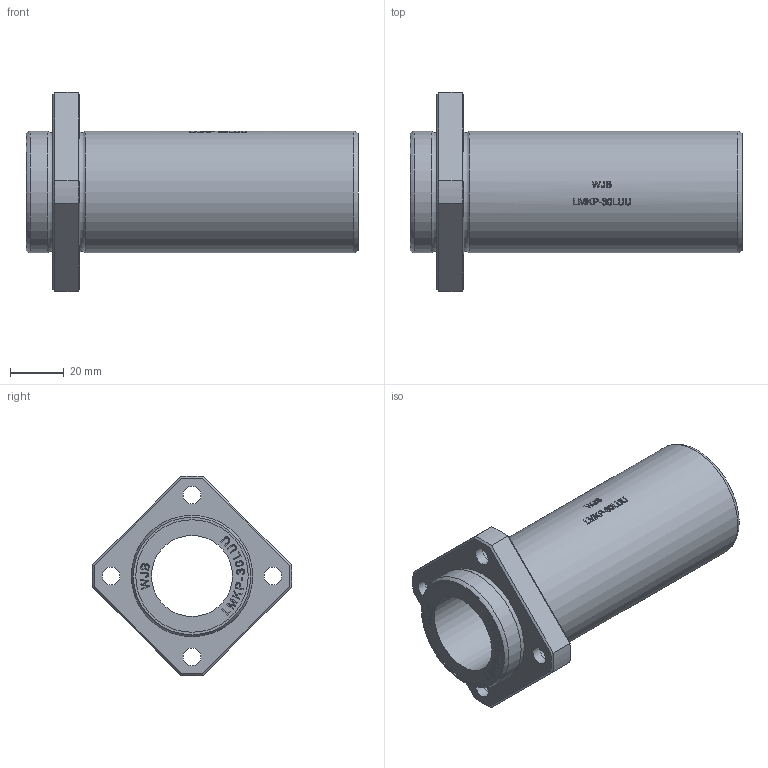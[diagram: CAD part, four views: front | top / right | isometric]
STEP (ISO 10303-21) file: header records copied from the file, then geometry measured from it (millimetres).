
FILE_DESCRIPTION(/* description */ (''),/* implementation_level */ '2;1');
FILE_NAME(/* name */ 'WJB-LMKP-30LUU.stp',/* time_stamp */ '2019-01-27T12:31:21+08:00',/* author */ (''),/* organization */ (''),/* preprocessor_version */ 'ST-DEVELOPER v11',/* originating_system */ 'SIEMENS UGS NX 6.0',/* authorisation */ '');
FILE_SCHEMA (('AUTOMOTIVE_DESIGN { 1 0 10303 214 1 1 1 1 }'));
Length unit declared in the file: millimetre
Products named in the file (1): ROCKE321z18j
Bounding box: 123 x 73.95 x 73.95 mm (x, y, z)
Volume: 122190.6 mm3; surface area: 35694.3 mm2
Topology: 1 solids, 1 shells, 402 faces, 1003 edges, 662 vertices
Faces by surface type: plane 251, extrusion 105, cylinder 34, cone 8, torus 4
Full cylindrical faces by diameter (mm): 6.6 x4, 11 x4, 30 x1, 41.7 x2, 45 x2
Entity records: 15349 total; most frequent: CARTESIAN_POINT 6388, ORIENTED_EDGE 1972, DIRECTION 1429, EDGE_CURVE 986, VERTEX_POINT 662, VECTOR 597, LINE 492, EDGE_LOOP 488
